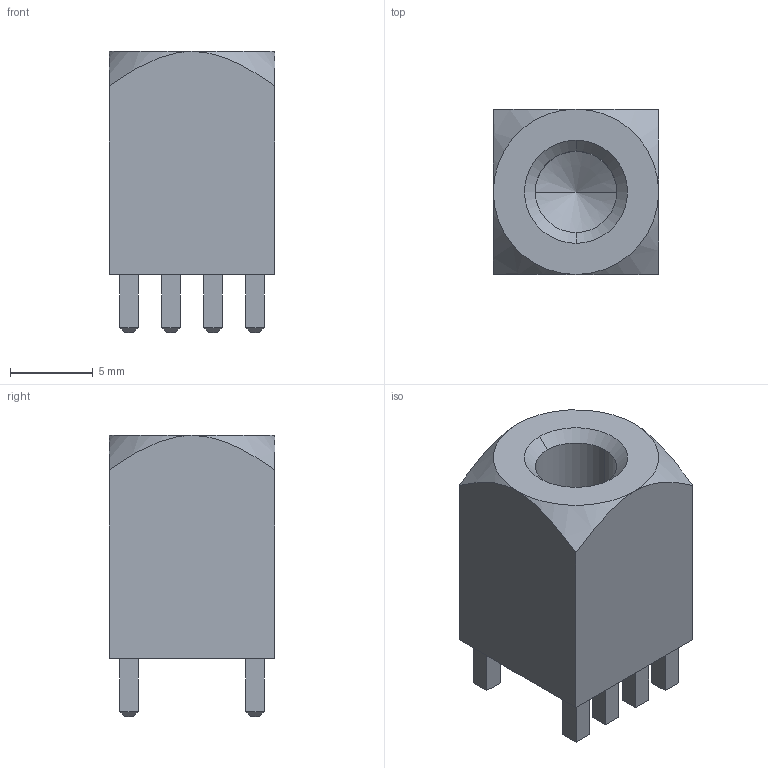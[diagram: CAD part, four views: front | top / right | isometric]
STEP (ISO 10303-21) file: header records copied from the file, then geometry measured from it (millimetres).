
FILE_DESCRIPTION (( 'STEP AP214' ), '1' );
FILE_NAME ('7461084.STEP', '2024-05-16T12:35:20', ( '' ), ( '' ), 'SwSTEP 2.0', 'SolidWorks 2024', '' );
FILE_SCHEMA (( 'AUTOMOTIVE_DESIGN' ));
Length unit declared in the file: millimetre
Products named in the file (1): 7461084
Bounding box: 10 x 10 x 17 mm (x, y, z)
Volume: 1139.1 mm3; surface area: 1014.1 mm2
Topology: 1 solids, 1 shells, 88 faces, 196 edges, 117 vertices
Faces by surface type: plane 78, cone 8, cylinder 2
Entity records: 2429 total; most frequent: CARTESIAN_POINT 488, ORIENTED_EDGE 388, DIRECTION 376, EDGE_CURVE 194, VECTOR 174, LINE 174, VERTEX_POINT 117, AXIS2_PLACEMENT_3D 101
